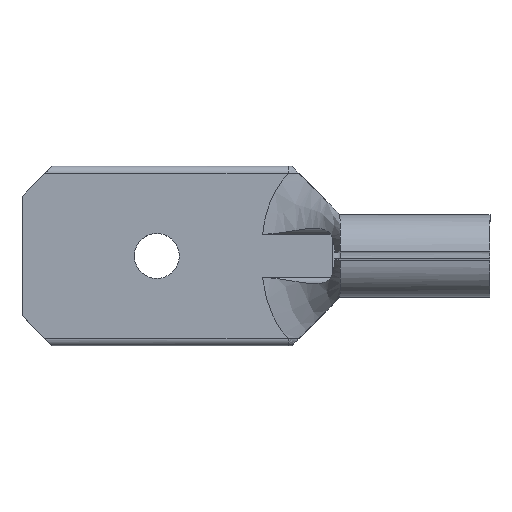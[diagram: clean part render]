
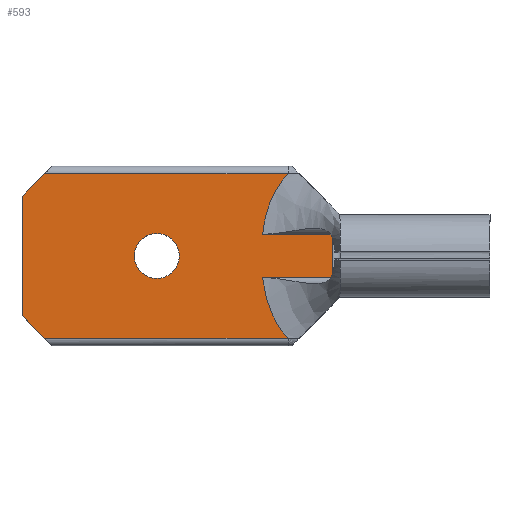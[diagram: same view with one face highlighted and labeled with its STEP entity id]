
A CAD part, top view. The second image highlights one B-rep face of the part: STEP entity #593.
In plain terms, the highlighted planar face has unit normal (0, 0, 1).
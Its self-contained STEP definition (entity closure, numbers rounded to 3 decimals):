
#26=FACE_BOUND('',#127,.T.);
#31=CIRCLE('',#651,0.75);
#52=B_SPLINE_CURVE_WITH_KNOTS('',3,(#1147,#1148,#1149,#1150,#1151,#1152,
#1153,#1154,#1155),.UNSPECIFIED.,.F.,.F.,(4,1,1,1,1,1,4),(-2.051,
-1.973,-1.906,-1.872,-1.855,
-1.838,-1.827),.UNSPECIFIED.);
#56=B_SPLINE_CURVE_WITH_KNOTS('',3,(#1224,#1225,#1226,#1227,#1228,#1229,
#1230,#1231),.UNSPECIFIED.,.F.,.F.,(4,1,1,1,1,4),(-2.086,-2.076,
-2.042,-2.008,-1.872,-1.863),
 .UNSPECIFIED.);
#70=PLANE('',#650);
#92=FACE_OUTER_BOUND('',#126,.T.);
#126=EDGE_LOOP('',(#452,#453,#454,#455,#456,#457,#458,#459,#460,#461));
#127=EDGE_LOOP('',(#462));
#166=LINE('',#1004,#207);
#167=LINE('',#1034,#208);
#169=LINE('',#1233,#210);
#170=LINE('',#1235,#211);
#171=LINE('',#1236,#212);
#172=LINE('',#1238,#213);
#173=LINE('',#1240,#214);
#174=LINE('',#1241,#215);
#207=VECTOR('',#736,10.);
#208=VECTOR('',#741,10.);
#210=VECTOR('',#749,10.);
#211=VECTOR('',#750,10.);
#212=VECTOR('',#751,10.);
#213=VECTOR('',#752,10.);
#214=VECTOR('',#753,10.);
#215=VECTOR('',#754,10.);
#267=VERTEX_POINT('',#1000);
#268=VERTEX_POINT('',#1002);
#270=VERTEX_POINT('',#1031);
#271=VERTEX_POINT('',#1033);
#273=VERTEX_POINT('',#1146);
#277=VERTEX_POINT('',#1223);
#278=VERTEX_POINT('',#1232);
#279=VERTEX_POINT('',#1234);
#280=VERTEX_POINT('',#1237);
#281=VERTEX_POINT('',#1239);
#282=VERTEX_POINT('',#1242);
#333=EDGE_CURVE('',#268,#267,#166,.T.);
#336=EDGE_CURVE('',#270,#271,#167,.T.);
#341=EDGE_CURVE('',#271,#273,#52,.T.);
#346=EDGE_CURVE('',#277,#268,#56,.T.);
#347=EDGE_CURVE('',#277,#278,#169,.T.);
#348=EDGE_CURVE('',#279,#278,#170,.T.);
#349=EDGE_CURVE('',#279,#273,#171,.T.);
#350=EDGE_CURVE('',#270,#280,#172,.T.);
#351=EDGE_CURVE('',#280,#281,#173,.T.);
#352=EDGE_CURVE('',#281,#267,#174,.T.);
#353=EDGE_CURVE('',#282,#282,#31,.T.);
#452=ORIENTED_EDGE('',*,*,#333,.F.);
#453=ORIENTED_EDGE('',*,*,#346,.F.);
#454=ORIENTED_EDGE('',*,*,#347,.T.);
#455=ORIENTED_EDGE('',*,*,#348,.F.);
#456=ORIENTED_EDGE('',*,*,#349,.T.);
#457=ORIENTED_EDGE('',*,*,#341,.F.);
#458=ORIENTED_EDGE('',*,*,#336,.F.);
#459=ORIENTED_EDGE('',*,*,#350,.T.);
#460=ORIENTED_EDGE('',*,*,#351,.T.);
#461=ORIENTED_EDGE('',*,*,#352,.T.);
#462=ORIENTED_EDGE('',*,*,#353,.T.);
#593=ADVANCED_FACE('',(#92,#26),#70,.T.);
#650=AXIS2_PLACEMENT_3D('',#1222,#747,#748);
#651=AXIS2_PLACEMENT_3D('',#1243,#755,#756);
#736=DIRECTION('',(-1.,0.,0.));
#741=DIRECTION('',(1.,0.,0.));
#747=DIRECTION('center_axis',(0.,0.,1.));
#748=DIRECTION('ref_axis',(1.,0.,0.));
#749=DIRECTION('',(1.,0.,0.));
#750=DIRECTION('',(0.,-1.,0.));
#751=DIRECTION('',(-1.,0.,0.));
#752=DIRECTION('',(-0.707,-0.707,0.));
#753=DIRECTION('',(0.,-1.,0.));
#754=DIRECTION('',(0.707,-0.707,0.));
#755=DIRECTION('center_axis',(0.,0.,-1.));
#756=DIRECTION('ref_axis',(1.,0.,0.));
#1000=CARTESIAN_POINT('',(0.75,0.25,0.8));
#1002=CARTESIAN_POINT('',(8.887,0.25,0.8));
#1004=CARTESIAN_POINT('',(3.156,0.25,0.8));
#1031=CARTESIAN_POINT('',(0.75,5.75,0.8));
#1033=CARTESIAN_POINT('',(8.887,5.75,0.8));
#1034=CARTESIAN_POINT('',(7.156,5.75,0.8));
#1146=CARTESIAN_POINT('',(8.033,3.725,0.8));
#1147=CARTESIAN_POINT('Ctrl Pts',(8.887,5.75,0.8));
#1148=CARTESIAN_POINT('Ctrl Pts',(8.708,5.563,0.8));
#1149=CARTESIAN_POINT('Ctrl Pts',(8.423,5.161,0.8));
#1150=CARTESIAN_POINT('Ctrl Pts',(8.204,4.603,0.8));
#1151=CARTESIAN_POINT('Ctrl Pts',(8.11,4.218,0.8));
#1152=CARTESIAN_POINT('Ctrl Pts',(8.069,3.995,0.8));
#1153=CARTESIAN_POINT('Ctrl Pts',(8.047,3.849,0.8));
#1154=CARTESIAN_POINT('Ctrl Pts',(8.036,3.759,0.8));
#1155=CARTESIAN_POINT('Ctrl Pts',(8.033,3.725,0.8));
#1222=CARTESIAN_POINT('Origin',(5.313,3.,0.8));
#1223=CARTESIAN_POINT('',(8.033,2.275,0.8));
#1224=CARTESIAN_POINT('Ctrl Pts',(8.033,2.275,0.8));
#1225=CARTESIAN_POINT('Ctrl Pts',(8.036,2.241,0.8));
#1226=CARTESIAN_POINT('Ctrl Pts',(8.054,2.094,0.8));
#1227=CARTESIAN_POINT('Ctrl Pts',(8.097,1.837,0.8));
#1228=CARTESIAN_POINT('Ctrl Pts',(8.257,1.176,0.8));
#1229=CARTESIAN_POINT('Ctrl Pts',(8.534,0.63,0.8));
#1230=CARTESIAN_POINT('Ctrl Pts',(8.864,0.274,0.8));
#1231=CARTESIAN_POINT('Ctrl Pts',(8.887,0.25,0.8));
#1232=CARTESIAN_POINT('',(10.375,2.275,0.8));
#1233=CARTESIAN_POINT('',(10.625,2.275,0.8));
#1234=CARTESIAN_POINT('',(10.375,3.725,0.8));
#1235=CARTESIAN_POINT('',(10.375,2.312,0.8));
#1236=CARTESIAN_POINT('',(10.625,3.725,0.8));
#1237=CARTESIAN_POINT('',(0.,5.,0.8));
#1238=CARTESIAN_POINT('',(0.,5.,0.8));
#1239=CARTESIAN_POINT('',(0.,1.,0.8));
#1240=CARTESIAN_POINT('',(0.,1.,0.8));
#1241=CARTESIAN_POINT('',(0.,1.,0.8));
#1242=CARTESIAN_POINT('',(3.75,3.,0.8));
#1243=CARTESIAN_POINT('Origin',(4.5,3.,0.8));
